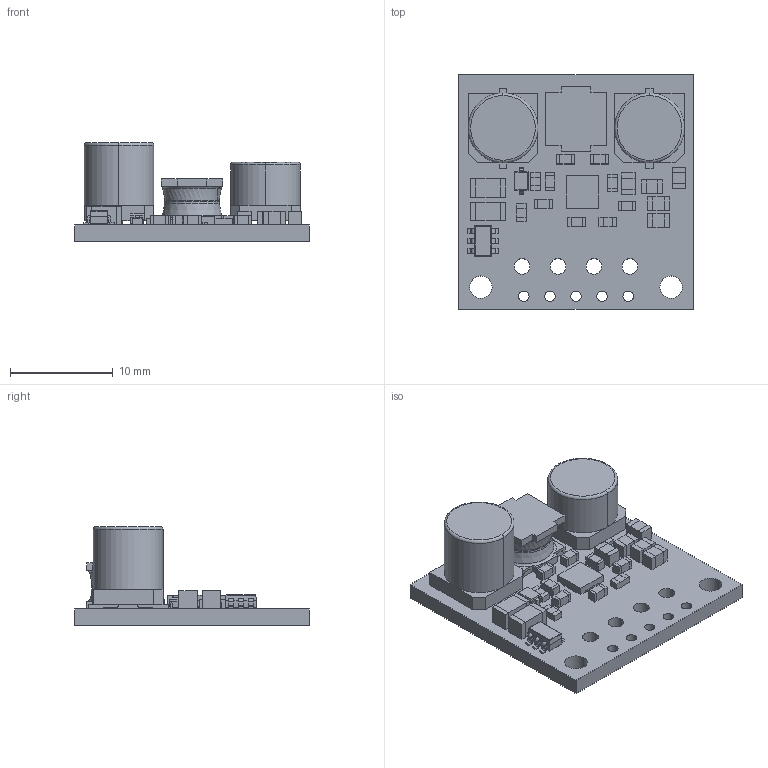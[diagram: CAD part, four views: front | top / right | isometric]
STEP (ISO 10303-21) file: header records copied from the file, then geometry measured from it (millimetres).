
FILE_DESCRIPTION (( 'STEP AP214' ), '1' );
FILE_NAME ('reg26a-for-step.STEP', '2021-05-17T21:02:08', ( '' ), ( '' ), 'SwSTEP 2.0', 'SolidWorks 2020', '' );
FILE_SCHEMA (( 'AUTOMOTIVE_DESIGN' ));
Length unit declared in the file: inch
Products named in the file (1): reg26a-for-step
Bounding box: 22.86 x 22.86 x 9.57 mm (x, y, z)
Volume: 1499.7 mm3; surface area: 2047.2 mm2
Topology: 1 solids, 1 shells, 978 faces, 2692 edges, 1756 vertices
Faces by surface type: plane 660, bspline 204, cylinder 100, torus 12, cone 2
Entity records: 51282 total; most frequent: CARTESIAN_POINT 14955, ORIENTED_EDGE 5384, DIRECTION 3964, EDGE_CURVE 2692, VECTOR 1946, LINE 1946, VERTEX_POINT 1756, EDGE_LOOP 1092
